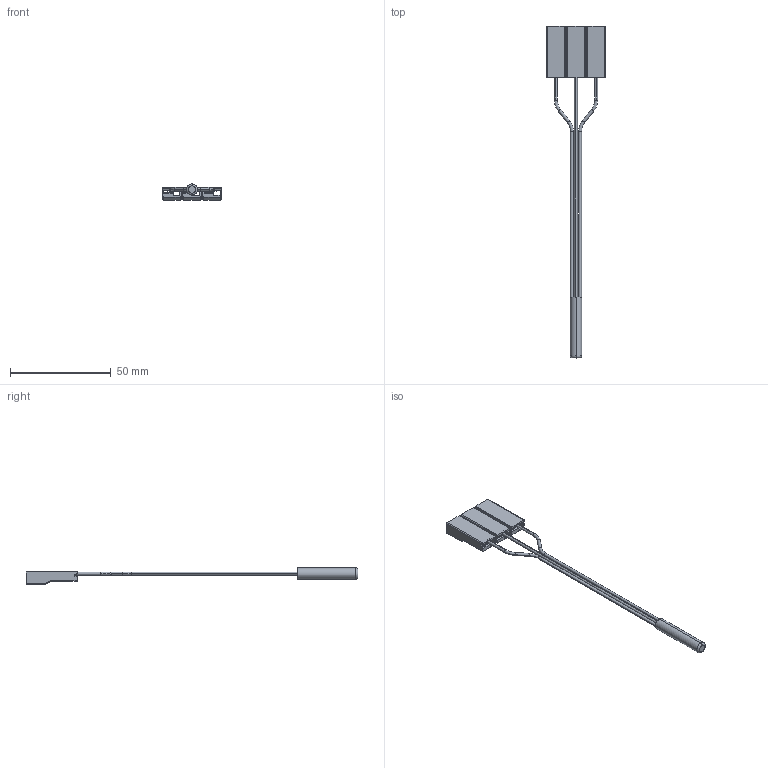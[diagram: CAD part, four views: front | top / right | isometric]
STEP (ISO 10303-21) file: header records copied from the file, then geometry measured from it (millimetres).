
FILE_DESCRIPTION (( 'STEP AP214' ), '1' );
FILE_NAME ('P930.STEP', '2020-02-13T09:59:12', ( '' ), ( '' ), 'SwSTEP 2.0', 'SolidWorks 2019', '' );
FILE_SCHEMA (( 'AUTOMOTIVE_DESIGN' ));
Length unit declared in the file: millimetre
Products named in the file (1): P930
Bounding box: 29.1 x 164.5 x 8.03 mm (x, y, z)
Surface area: 6363.4 mm2 (no closed solid volume)
Topology: 0 solids, 11 shells, 195 faces, 729 edges, 515 vertices
Faces by surface type: plane 127, cylinder 58, torus 10
Entity records: 9727 total; most frequent: CARTESIAN_POINT 1524, DIRECTION 1224, ORIENTED_EDGE 1147, EDGE_CURVE 729, VECTOR 578, LINE 578, VERTEX_POINT 515, AXIS2_PLACEMENT_3D 323
